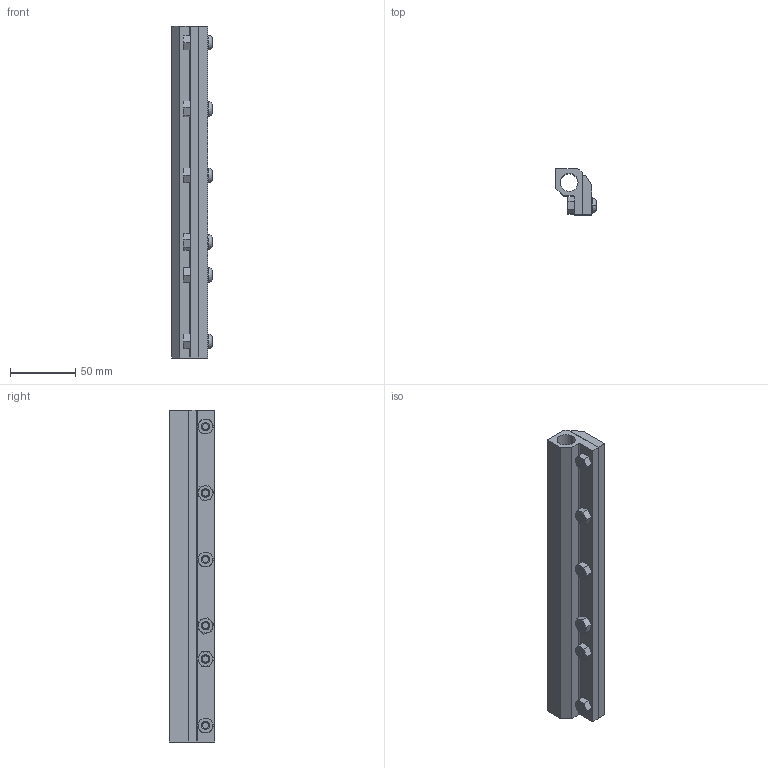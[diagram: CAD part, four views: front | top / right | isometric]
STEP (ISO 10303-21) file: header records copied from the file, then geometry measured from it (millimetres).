
FILE_DESCRIPTION(('STEP AP203'),'1');
FILE_NAME('2209.stp','2024-09-25T10:09:36',('TraceParts'),('TraceParts S.A.'),'Spatial InterOp 3D',' ',' ');
FILE_SCHEMA(('CONFIG_CONTROL_DESIGN'));
Length unit declared in the file: millimetre
Products named in the file (1): 1
Bounding box: 31.13 x 34.92 x 254 mm (x, y, z)
Volume: 164885.3 mm3; surface area: 54549.8 mm2
Topology: 14 solids, 14 shells, 344 faces, 798 edges, 484 vertices
Faces by surface type: cone 144, plane 121, bspline 54, cylinder 25
Entity records: 10592 total; most frequent: CARTESIAN_POINT 3348, ORIENTED_EDGE 1576, DIRECTION 1442, EDGE_CURVE 788, AXIS2_PLACEMENT_3D 596, VERTEX_POINT 486, EDGE_LOOP 394, ADVANCED_FACE 344
